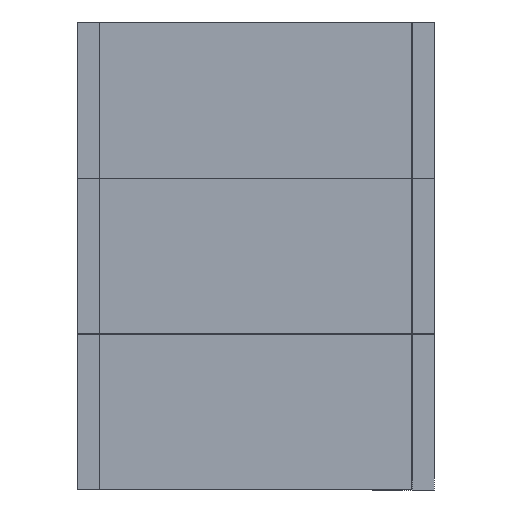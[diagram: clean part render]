
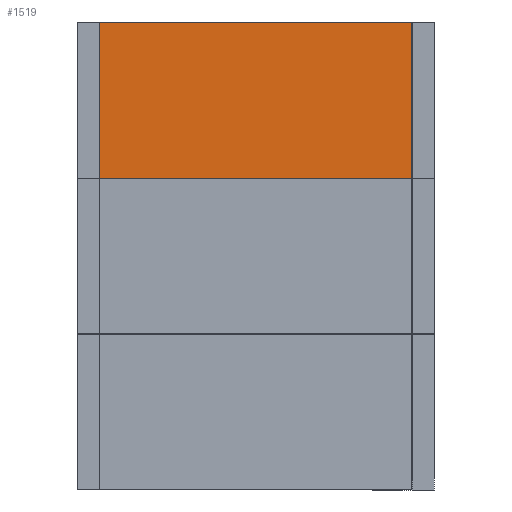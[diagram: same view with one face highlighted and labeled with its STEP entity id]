
A CAD part, front view. The second image highlights one B-rep face of the part: STEP entity #1519.
In plain terms, the highlighted face is planar.
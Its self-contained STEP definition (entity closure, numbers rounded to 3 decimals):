
#225=FACE_OUTER_BOUND('',#315,.T.);
#315=EDGE_LOOP('',(#1179,#1180,#1181,#1182));
#433=LINE('',#2522,#595);
#436=LINE('',#2528,#598);
#439=LINE('',#2534,#601);
#442=LINE('',#2538,#604);
#595=VECTOR('',#2048,10.);
#598=VECTOR('',#2053,10.);
#601=VECTOR('',#2058,10.);
#604=VECTOR('',#2063,10.);
#741=VERTEX_POINT('',#2519);
#742=VERTEX_POINT('',#2521);
#744=VERTEX_POINT('',#2527);
#746=VERTEX_POINT('',#2533);
#897=EDGE_CURVE('',#742,#741,#433,.T.);
#900=EDGE_CURVE('',#744,#742,#436,.T.);
#903=EDGE_CURVE('',#746,#744,#439,.T.);
#906=EDGE_CURVE('',#741,#746,#442,.T.);
#1179=ORIENTED_EDGE('',*,*,#906,.T.);
#1180=ORIENTED_EDGE('',*,*,#903,.T.);
#1181=ORIENTED_EDGE('',*,*,#900,.T.);
#1182=ORIENTED_EDGE('',*,*,#897,.T.);
#1455=PLANE('',#1796);
#1519=ADVANCED_FACE('',(#225),#1455,.T.);
#1796=AXIS2_PLACEMENT_3D('',#2539,#2064,#2065);
#2048=DIRECTION('',(0.,-1.,0.));
#2053=DIRECTION('',(-1.,0.,0.));
#2058=DIRECTION('',(0.,1.,0.));
#2063=DIRECTION('',(1.,0.,0.));
#2064=DIRECTION('center_axis',(0.,0.,1.));
#2065=DIRECTION('ref_axis',(1.,0.,0.));
#2519=CARTESIAN_POINT('',(0.,0.,5.));
#2521=CARTESIAN_POINT('',(0.,35.,5.));
#2522=CARTESIAN_POINT('',(0.,35.,5.));
#2527=CARTESIAN_POINT('',(70.,35.,5.));
#2528=CARTESIAN_POINT('',(70.,35.,5.));
#2533=CARTESIAN_POINT('',(70.,0.,5.));
#2534=CARTESIAN_POINT('',(70.,0.,5.));
#2538=CARTESIAN_POINT('',(0.,0.,5.));
#2539=CARTESIAN_POINT('Origin',(35.,17.5,5.));
